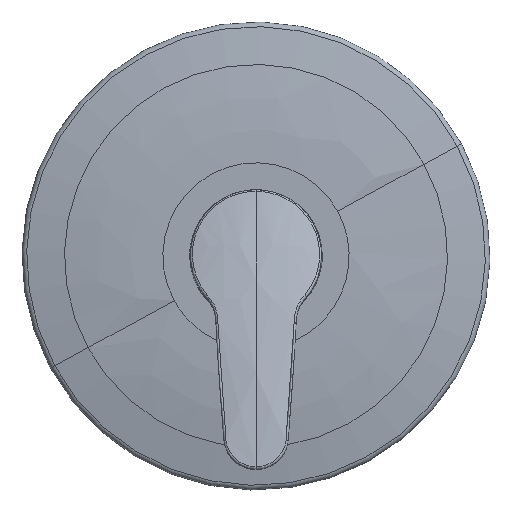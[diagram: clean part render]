
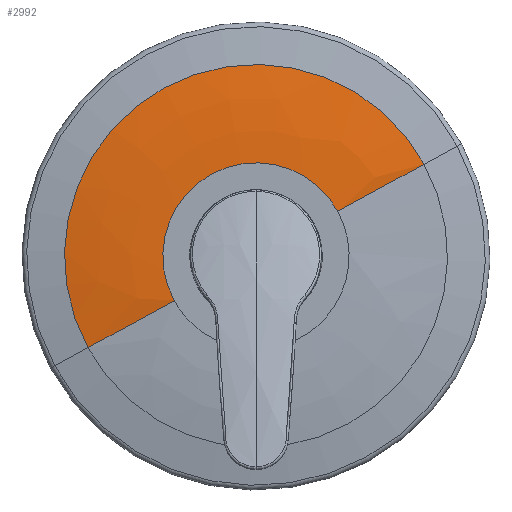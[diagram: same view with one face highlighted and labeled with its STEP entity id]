
A CAD part, top view. The second image highlights one B-rep face of the part: STEP entity #2992.
In plain terms, the highlighted free-form (B-spline) face has degree [3, 3] with [4, 4] control points.
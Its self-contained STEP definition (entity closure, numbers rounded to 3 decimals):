
#1 = CARTESIAN_POINT ( 'NONE',  ( 0., 0., 12. ) ) ;
#124 = CARTESIAN_POINT ( 'NONE',  ( -5.661, 155.66, 10.747 ) ) ;
#242 = EDGE_CURVE ( 'NONE', #907, #4475, #274, .T. ) ;
#274 = B_SPLINE_CURVE_WITH_KNOTS ( 'NONE', 3,
 ( #1821, #4037, #929, #2276 ),
 .UNSPECIFIED., .F., .F.,
 ( 4, 4 ),
 ( 349.395, 392.699 ),
 .UNSPECIFIED. ) ;
#451 = DIRECTION ( 'NONE',  ( 1., 0., 0. ) ) ;
#585 = CARTESIAN_POINT ( 'NONE',  ( -61.132, -33.396, 10.747 ) ) ;
#842 = CARTESIAN_POINT ( 'NONE',  ( 0., 0., 8.259 ) ) ;
#872 = ORIENTED_EDGE ( 'NONE', *, *, #1195, .F. ) ;
#907 = VERTEX_POINT ( 'NONE', #3512 ) ;
#929 = CARTESIAN_POINT ( 'NONE',  ( -48.464, -26.476, 12. ) ) ;
#1034 = CARTESIAN_POINT ( 'NONE',  ( -4.488, 123.405, 12. ) ) ;
#1195 = EDGE_CURVE ( 'NONE', #5671, #2563, #5036, .T. ) ;
#1316 = AXIS2_PLACEMENT_3D ( 'NONE', #1, #3168, #451 ) ;
#1498 = CARTESIAN_POINT ( 'NONE',  ( -48.464, -26.476, 12. ) ) ;
#1514 = ORIENTED_EDGE ( 'NONE', *, *, #2385, .T. ) ;
#1610 = CARTESIAN_POINT ( 'NONE',  ( 48.464, 26.476, 12. ) ) ;
#1651 =( BOUNDED_SURFACE ( )  B_SPLINE_SURFACE ( 3, 3, ( 
 ( #5094, #4195, #2387, #5558 ),
 ( #2843, #124, #3301, #585 ),
 ( #3754, #1034, #4216, #1498 ),
 ( #4674, #1950, #5115, #2406 ) ),
 .UNSPECIFIED., .F., .F., .T. ) 
 B_SPLINE_SURFACE_WITH_KNOTS ( ( 4, 4 ),
 ( 4, 4 ),
 ( 349.395, 392.699 ),
 ( 0., 1. ),
 .UNSPECIFIED. ) 
 GEOMETRIC_REPRESENTATION_ITEM ( )  RATIONAL_B_SPLINE_SURFACE ( (
 ( 1., 0.333, 0.333, 1.),
 ( 1., 0.333, 0.333, 1.),
 ( 1., 0.333, 0.333, 1.),
 ( 1., 0.333, 0.333, 1.) ) ) 
 REPRESENTATION_ITEM ( '' )  SURFACE ( )  );
#1821 = CARTESIAN_POINT ( 'NONE',  ( -73.61, -40.213, 8.259 ) ) ;
#1950 = CARTESIAN_POINT ( 'NONE',  ( -3.315, 91.149, 12. ) ) ;
#2276 = CARTESIAN_POINT ( 'NONE',  ( -35.797, -19.556, 12. ) ) ;
#2385 = EDGE_CURVE ( 'NONE', #5671, #907, #2874, .T. ) ;
#2387 = CARTESIAN_POINT ( 'NONE',  ( -154.036, 107.006, 8.259 ) ) ;
#2406 = CARTESIAN_POINT ( 'NONE',  ( -35.797, -19.556, 12. ) ) ;
#2563 = VERTEX_POINT ( 'NONE', #3389 ) ;
#2843 = CARTESIAN_POINT ( 'NONE',  ( 61.132, 33.396, 10.747 ) ) ;
#2874 = CIRCLE ( 'NONE', #3188, 83.878 ) ;
#2901 = EDGE_LOOP ( 'NONE', ( #1514, #5618, #4812, #872 ) ) ;
#2992 = ADVANCED_FACE ( 'NONE', ( #4179 ), #1651, .F. ) ;
#3168 = DIRECTION ( 'NONE',  ( 0., 0., 1. ) ) ;
#3188 = AXIS2_PLACEMENT_3D ( 'NONE', #842, #4027, #4564 ) ;
#3301 = CARTESIAN_POINT ( 'NONE',  ( -127.925, 88.867, 10.747 ) ) ;
#3377 = CARTESIAN_POINT ( 'NONE',  ( -35.797, -19.556, 12. ) ) ;
#3389 = CARTESIAN_POINT ( 'NONE',  ( 35.797, 19.556, 12. ) ) ;
#3512 = CARTESIAN_POINT ( 'NONE',  ( -73.61, -40.213, 8.259 ) ) ;
#3699 = CARTESIAN_POINT ( 'NONE',  ( 73.61, 40.213, 8.259 ) ) ;
#3754 = CARTESIAN_POINT ( 'NONE',  ( 48.464, 26.476, 12. ) ) ;
#4027 = DIRECTION ( 'NONE',  ( 0., 0., 1. ) ) ;
#4037 = CARTESIAN_POINT ( 'NONE',  ( -61.132, -33.396, 10.747 ) ) ;
#4179 = FACE_OUTER_BOUND ( 'NONE', #2901, .T. ) ;
#4195 = CARTESIAN_POINT ( 'NONE',  ( -6.817, 187.433, 8.259 ) ) ;
#4216 = CARTESIAN_POINT ( 'NONE',  ( -101.416, 70.452, 12. ) ) ;
#4475 = VERTEX_POINT ( 'NONE', #3377 ) ;
#4485 = CARTESIAN_POINT ( 'NONE',  ( 61.132, 33.396, 10.747 ) ) ;
#4564 = DIRECTION ( 'NONE',  ( 1., 0., 0. ) ) ;
#4674 = CARTESIAN_POINT ( 'NONE',  ( 35.797, 19.556, 12. ) ) ;
#4812 = ORIENTED_EDGE ( 'NONE', *, *, #5531, .F. ) ;
#4881 = CIRCLE ( 'NONE', #1316, 40.79 ) ;
#4928 = CARTESIAN_POINT ( 'NONE',  ( 73.61, 40.213, 8.259 ) ) ;
#5036 = B_SPLINE_CURVE_WITH_KNOTS ( 'NONE', 3,
 ( #4928, #4485, #1610, #5379 ),
 .UNSPECIFIED., .F., .F.,
 ( 4, 4 ),
 ( 349.395, 392.699 ),
 .UNSPECIFIED. ) ;
#5094 = CARTESIAN_POINT ( 'NONE',  ( 73.61, 40.213, 8.259 ) ) ;
#5115 = CARTESIAN_POINT ( 'NONE',  ( -74.908, 52.037, 12. ) ) ;
#5379 = CARTESIAN_POINT ( 'NONE',  ( 35.797, 19.556, 12. ) ) ;
#5531 = EDGE_CURVE ( 'NONE', #2563, #4475, #4881, .T. ) ;
#5558 = CARTESIAN_POINT ( 'NONE',  ( -73.61, -40.213, 8.259 ) ) ;
#5618 = ORIENTED_EDGE ( 'NONE', *, *, #242, .T. ) ;
#5671 = VERTEX_POINT ( 'NONE', #3699 ) ;
